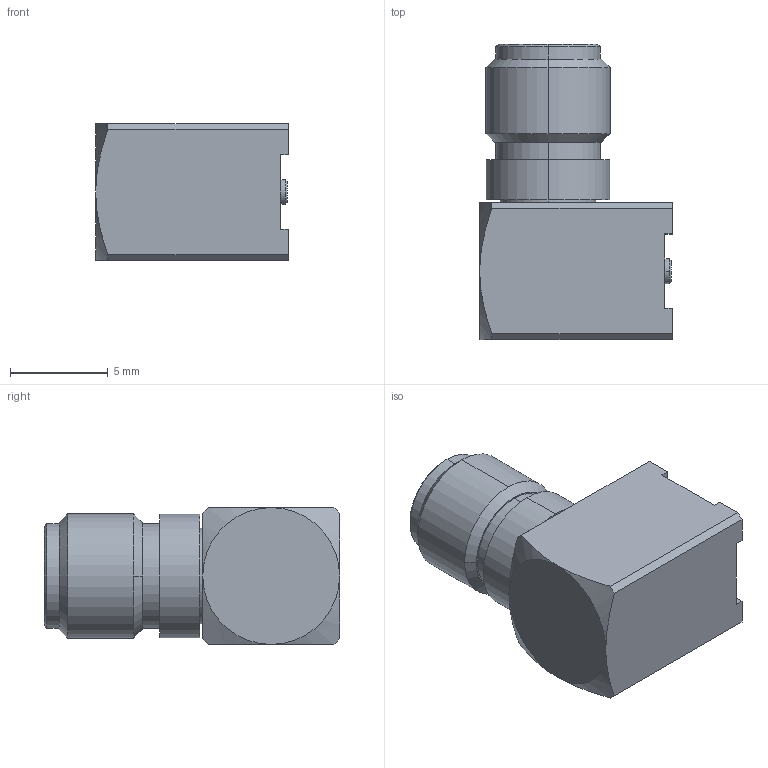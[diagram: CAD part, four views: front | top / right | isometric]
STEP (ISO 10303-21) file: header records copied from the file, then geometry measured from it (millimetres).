
FILE_DESCRIPTION (( 'STEP AP214' ), '1' );
FILE_NAME ('SMA-J-P-GF-RA-SM1.STEP', '2024-04-08T17:05:49', ( '' ), ( '' ), 'SwSTEP 2.0', 'SolidWorks 2024', '' );
FILE_SCHEMA (( 'AUTOMOTIVE_DESIGN' ));
Length unit declared in the file: millimetre
Products named in the file (2): SMA-J-P-GF-RA-SM1
Assembly tree (1 placements, depth 2):
  SMA-J-P-GF-RA-SM1
    SMA-J-P-GF-RA-SM1
Bounding box: 9.86 x 15.1 x 7 mm (x, y, z)
Volume: 663.6 mm3; surface area: 591.5 mm2
Topology: 1 solids, 1 shells, 70 faces, 158 edges, 102 vertices
Faces by surface type: plane 34, cylinder 22, cone 14
Entity records: 2083 total; most frequent: CARTESIAN_POINT 378, DIRECTION 356, ORIENTED_EDGE 316, EDGE_CURVE 158, AXIS2_PLACEMENT_3D 136, VERTEX_POINT 102, VECTOR 84, LINE 84
